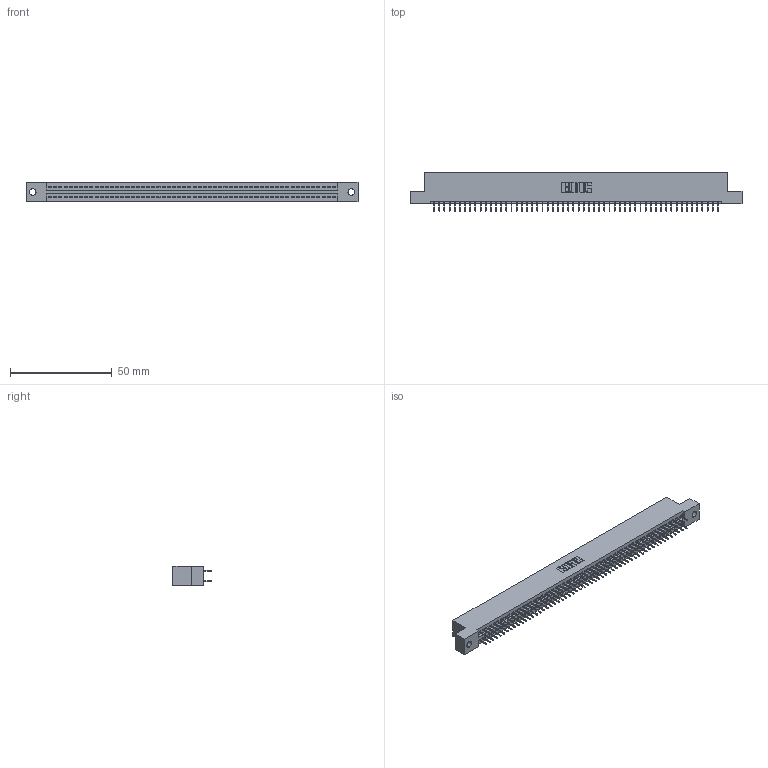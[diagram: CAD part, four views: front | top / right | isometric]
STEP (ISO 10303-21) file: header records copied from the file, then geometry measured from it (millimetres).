
FILE_DESCRIPTION (( 'STEP AP203' ), '1' );
FILE_NAME ('845-112-525-202.STEP', '2020-09-24T07:22:35', ( '' ), ( '' ), 'SwSTEP 2.0', 'SolidWorks 2020', '' );
FILE_SCHEMA (( 'CONFIG_CONTROL_DESIGN' ));
Length unit declared in the file: inch
Products named in the file (3): 845 Part_Flush Mounting Lugs - 0.128 Dia; 845-112-525-202; 345-292-001_345-293-125
Assembly tree (113 placements, depth 2):
  845-112-525-202
    845 Part_Flush Mounting Lugs - 0.128 Dia
    345-292-001_345-293-125  x112
Bounding box: 163.45 x 18.72 x 9.4 mm (x, y, z)
Volume: 15786.5 mm3; surface area: 22778 mm2
Topology: 113 solids, 113 shells, 6174 faces, 17477 edges, 11202 vertices
Faces by surface type: plane 4448, cylinder 1726
Entity records: 42131 total; most frequent: CARTESIAN_POINT 7048, ORIENTED_EDGE 6982, DIRECTION 6199, EDGE_CURVE 3491, LINE 3139, VECTOR 3139, VERTEX_POINT 2322, AXIS2_PLACEMENT_3D 1530
